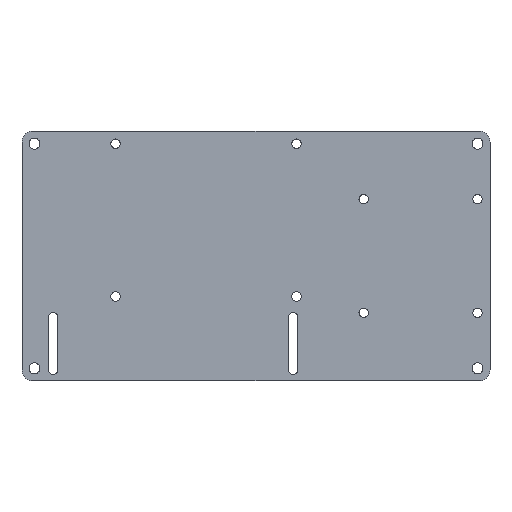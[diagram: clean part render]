
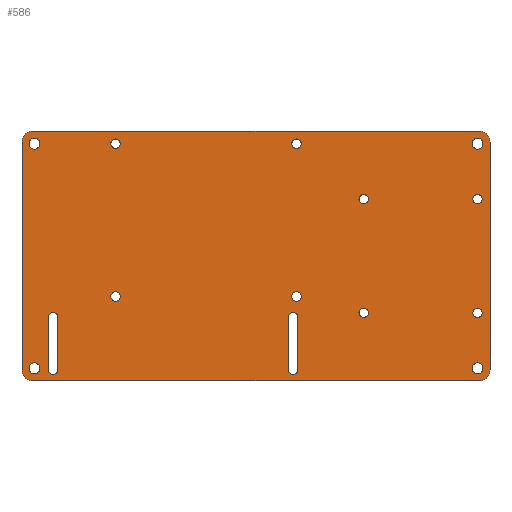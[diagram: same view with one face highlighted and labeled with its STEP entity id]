
A CAD part, top view. The second image highlights one B-rep face of the part: STEP entity #586.
In plain terms, the highlighted planar face has unit normal (0, 0, 1).
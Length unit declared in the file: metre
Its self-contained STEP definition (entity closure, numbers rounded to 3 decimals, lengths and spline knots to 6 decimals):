
#13=CIRCLE('',#604,0.0035);
#15=CIRCLE('',#608,0.0035);
#17=CIRCLE('',#612,0.0035);
#19=CIRCLE('',#617,0.0015);
#21=CIRCLE('',#622,0.0015);
#22=CIRCLE('',#625,0.00175);
#24=CIRCLE('',#628,0.00175);
#26=CIRCLE('',#631,0.00175);
#28=CIRCLE('',#634,0.00175);
#30=CIRCLE('',#637,0.0015);
#32=CIRCLE('',#640,0.0015);
#34=CIRCLE('',#643,0.0015);
#36=CIRCLE('',#646,0.0015);
#38=CIRCLE('',#649,0.0015);
#40=CIRCLE('',#652,0.0015);
#42=CIRCLE('',#655,0.0015);
#44=CIRCLE('',#658,0.0015);
#47=CIRCLE('',#662,0.0015);
#49=CIRCLE('',#665,0.0015);
#51=CIRCLE('',#668,0.0035);
#160=ORIENTED_EDGE('',*,*,#250,.T.);
#161=ORIENTED_EDGE('',*,*,#254,.T.);
#162=ORIENTED_EDGE('',*,*,#257,.F.);
#163=ORIENTED_EDGE('',*,*,#285,.T.);
#164=ORIENTED_EDGE('',*,*,#240,.T.);
#165=ORIENTED_EDGE('',*,*,#244,.T.);
#166=ORIENTED_EDGE('',*,*,#247,.F.);
#167=ORIENTED_EDGE('',*,*,#283,.T.);
#168=ORIENTED_EDGE('',*,*,#280,.F.);
#169=ORIENTED_EDGE('',*,*,#278,.F.);
#170=ORIENTED_EDGE('',*,*,#276,.F.);
#171=ORIENTED_EDGE('',*,*,#274,.F.);
#172=ORIENTED_EDGE('',*,*,#272,.F.);
#173=ORIENTED_EDGE('',*,*,#270,.F.);
#174=ORIENTED_EDGE('',*,*,#268,.F.);
#175=ORIENTED_EDGE('',*,*,#266,.F.);
#176=ORIENTED_EDGE('',*,*,#264,.F.);
#177=ORIENTED_EDGE('',*,*,#262,.F.);
#178=ORIENTED_EDGE('',*,*,#260,.F.);
#179=ORIENTED_EDGE('',*,*,#258,.F.);
#180=ORIENTED_EDGE('',*,*,#218,.F.);
#181=ORIENTED_EDGE('',*,*,#222,.T.);
#182=ORIENTED_EDGE('',*,*,#225,.T.);
#183=ORIENTED_EDGE('',*,*,#228,.T.);
#184=ORIENTED_EDGE('',*,*,#231,.T.);
#185=ORIENTED_EDGE('',*,*,#234,.T.);
#186=ORIENTED_EDGE('',*,*,#237,.F.);
#187=ORIENTED_EDGE('',*,*,#287,.T.);
#218=EDGE_CURVE('',#290,#291,#346,.T.);
#222=EDGE_CURVE('',#290,#293,#13,.T.);
#225=EDGE_CURVE('',#293,#295,#351,.T.);
#228=EDGE_CURVE('',#295,#297,#15,.T.);
#231=EDGE_CURVE('',#297,#299,#355,.T.);
#234=EDGE_CURVE('',#299,#301,#17,.T.);
#237=EDGE_CURVE('',#303,#301,#359,.T.);
#240=EDGE_CURVE('',#307,#306,#362,.T.);
#244=EDGE_CURVE('',#306,#309,#19,.T.);
#247=EDGE_CURVE('',#311,#309,#367,.T.);
#250=EDGE_CURVE('',#315,#314,#370,.T.);
#254=EDGE_CURVE('',#314,#317,#21,.T.);
#257=EDGE_CURVE('',#319,#317,#375,.T.);
#258=EDGE_CURVE('',#320,#320,#22,.T.);
#260=EDGE_CURVE('',#322,#322,#24,.T.);
#262=EDGE_CURVE('',#324,#324,#26,.T.);
#264=EDGE_CURVE('',#326,#326,#28,.T.);
#266=EDGE_CURVE('',#328,#328,#30,.T.);
#268=EDGE_CURVE('',#330,#330,#32,.T.);
#270=EDGE_CURVE('',#332,#332,#34,.T.);
#272=EDGE_CURVE('',#334,#334,#36,.T.);
#274=EDGE_CURVE('',#336,#336,#38,.T.);
#276=EDGE_CURVE('',#338,#338,#40,.T.);
#278=EDGE_CURVE('',#340,#340,#42,.T.);
#280=EDGE_CURVE('',#342,#342,#44,.T.);
#283=EDGE_CURVE('',#311,#307,#47,.T.);
#285=EDGE_CURVE('',#319,#315,#49,.T.);
#287=EDGE_CURVE('',#303,#291,#51,.T.);
#290=VERTEX_POINT('',#851);
#291=VERTEX_POINT('',#853);
#293=VERTEX_POINT('',#859);
#295=VERTEX_POINT('',#865);
#297=VERTEX_POINT('',#871);
#299=VERTEX_POINT('',#877);
#301=VERTEX_POINT('',#883);
#303=VERTEX_POINT('',#889);
#306=VERTEX_POINT('',#896);
#307=VERTEX_POINT('',#898);
#309=VERTEX_POINT('',#904);
#311=VERTEX_POINT('',#910);
#314=VERTEX_POINT('',#917);
#315=VERTEX_POINT('',#919);
#317=VERTEX_POINT('',#925);
#319=VERTEX_POINT('',#931);
#320=VERTEX_POINT('',#935);
#322=VERTEX_POINT('',#940);
#324=VERTEX_POINT('',#945);
#326=VERTEX_POINT('',#950);
#328=VERTEX_POINT('',#955);
#330=VERTEX_POINT('',#960);
#332=VERTEX_POINT('',#965);
#334=VERTEX_POINT('',#970);
#336=VERTEX_POINT('',#975);
#338=VERTEX_POINT('',#980);
#340=VERTEX_POINT('',#985);
#342=VERTEX_POINT('',#990);
#346=LINE('',#852,#378);
#351=LINE('',#866,#383);
#355=LINE('',#878,#387);
#359=LINE('',#890,#391);
#362=LINE('',#897,#394);
#367=LINE('',#911,#399);
#370=LINE('',#918,#402);
#375=LINE('',#932,#407);
#378=VECTOR('',#677,1.);
#383=VECTOR('',#690,1.);
#387=VECTOR('',#702,1.);
#391=VECTOR('',#714,1.);
#394=VECTOR('',#719,1.);
#399=VECTOR('',#732,1.);
#402=VECTOR('',#737,1.);
#407=VECTOR('',#750,1.);
#448=EDGE_LOOP('',(#160,#161,#162,#163));
#449=EDGE_LOOP('',(#164,#165,#166,#167));
#450=EDGE_LOOP('',(#168));
#451=EDGE_LOOP('',(#169));
#452=EDGE_LOOP('',(#170));
#453=EDGE_LOOP('',(#171));
#454=EDGE_LOOP('',(#172));
#455=EDGE_LOOP('',(#173));
#456=EDGE_LOOP('',(#174));
#457=EDGE_LOOP('',(#175));
#458=EDGE_LOOP('',(#176));
#459=EDGE_LOOP('',(#177));
#460=EDGE_LOOP('',(#178));
#461=EDGE_LOOP('',(#179));
#462=EDGE_LOOP('',(#180,#181,#182,#183,#184,#185,#186,#187));
#518=FACE_BOUND('',#448,.T.);
#519=FACE_BOUND('',#449,.T.);
#520=FACE_BOUND('',#450,.T.);
#521=FACE_BOUND('',#451,.T.);
#522=FACE_BOUND('',#452,.T.);
#523=FACE_BOUND('',#453,.T.);
#524=FACE_BOUND('',#454,.T.);
#525=FACE_BOUND('',#455,.T.);
#526=FACE_BOUND('',#456,.T.);
#527=FACE_BOUND('',#457,.T.);
#528=FACE_BOUND('',#458,.T.);
#529=FACE_BOUND('',#459,.T.);
#530=FACE_BOUND('',#460,.T.);
#531=FACE_BOUND('',#461,.T.);
#532=FACE_BOUND('',#462,.T.);
#556=PLANE('',#669);
#586=ADVANCED_FACE('',(#518,#519,#520,#521,#522,#523,#524,#525,#526,#527,
#528,#529,#530,#531,#532),#556,.T.);
#604=AXIS2_PLACEMENT_3D('',#860,#684,#685);
#608=AXIS2_PLACEMENT_3D('',#872,#696,#697);
#612=AXIS2_PLACEMENT_3D('',#884,#708,#709);
#617=AXIS2_PLACEMENT_3D('',#905,#726,#727);
#622=AXIS2_PLACEMENT_3D('',#926,#744,#745);
#625=AXIS2_PLACEMENT_3D('',#934,#753,#754);
#628=AXIS2_PLACEMENT_3D('',#939,#759,#760);
#631=AXIS2_PLACEMENT_3D('',#944,#765,#766);
#634=AXIS2_PLACEMENT_3D('',#949,#771,#772);
#637=AXIS2_PLACEMENT_3D('',#954,#777,#778);
#640=AXIS2_PLACEMENT_3D('',#959,#783,#784);
#643=AXIS2_PLACEMENT_3D('',#964,#789,#790);
#646=AXIS2_PLACEMENT_3D('',#969,#795,#796);
#649=AXIS2_PLACEMENT_3D('',#974,#801,#802);
#652=AXIS2_PLACEMENT_3D('',#979,#807,#808);
#655=AXIS2_PLACEMENT_3D('',#984,#813,#814);
#658=AXIS2_PLACEMENT_3D('',#989,#819,#820);
#662=AXIS2_PLACEMENT_3D('',#995,#827,#828);
#665=AXIS2_PLACEMENT_3D('',#998,#833,#834);
#668=AXIS2_PLACEMENT_3D('',#1001,#839,#840);
#669=AXIS2_PLACEMENT_3D('',#1002,#841,#842);
#677=DIRECTION('',(0.,-1.,0.));
#684=DIRECTION('',(0.,0.,1.));
#685=DIRECTION('',(1.,0.,0.));
#690=DIRECTION('',(-1.,0.,0.));
#696=DIRECTION('',(0.,0.,1.));
#697=DIRECTION('',(1.,0.,0.));
#702=DIRECTION('',(0.,-1.,0.));
#708=DIRECTION('',(0.,0.,1.));
#709=DIRECTION('',(1.,0.,0.));
#714=DIRECTION('',(-1.,0.,0.));
#719=DIRECTION('',(0.,1.,0.));
#726=DIRECTION('',(0.,0.,-1.));
#727=DIRECTION('',(1.,0.,0.));
#732=DIRECTION('',(0.,1.,0.));
#737=DIRECTION('',(0.,1.,0.));
#744=DIRECTION('',(0.,0.,-1.));
#745=DIRECTION('',(1.,0.,0.));
#750=DIRECTION('',(0.,1.,0.));
#753=DIRECTION('',(0.,0.,1.));
#754=DIRECTION('',(1.,0.,0.));
#759=DIRECTION('',(0.,0.,1.));
#760=DIRECTION('',(1.,0.,0.));
#765=DIRECTION('',(0.,0.,1.));
#766=DIRECTION('',(1.,0.,0.));
#771=DIRECTION('',(0.,0.,1.));
#772=DIRECTION('',(1.,0.,0.));
#777=DIRECTION('',(0.,0.,1.));
#778=DIRECTION('',(1.,0.,0.));
#783=DIRECTION('',(0.,0.,1.));
#784=DIRECTION('',(1.,0.,0.));
#789=DIRECTION('',(0.,0.,1.));
#790=DIRECTION('',(1.,0.,0.));
#795=DIRECTION('',(0.,0.,1.));
#796=DIRECTION('',(1.,0.,0.));
#801=DIRECTION('',(0.,0.,1.));
#802=DIRECTION('',(1.,0.,0.));
#807=DIRECTION('',(0.,0.,1.));
#808=DIRECTION('',(1.,0.,0.));
#813=DIRECTION('',(0.,0.,1.));
#814=DIRECTION('',(1.,0.,0.));
#819=DIRECTION('',(0.,0.,1.));
#820=DIRECTION('',(1.,0.,0.));
#827=DIRECTION('',(0.,0.,-1.));
#828=DIRECTION('',(1.,0.,0.));
#833=DIRECTION('',(0.,0.,-1.));
#834=DIRECTION('',(1.,0.,0.));
#839=DIRECTION('',(0.,0.,1.));
#840=DIRECTION('',(1.,0.,0.));
#841=DIRECTION('',(0.,0.,1.));
#842=DIRECTION('',(1.,0.,0.));
#851=CARTESIAN_POINT('',(0.075,0.0365,0.003));
#852=CARTESIAN_POINT('',(0.075,0.,0.003));
#853=CARTESIAN_POINT('',(0.075,-0.0365,0.003));
#859=CARTESIAN_POINT('',(0.0715,0.04,0.003));
#860=CARTESIAN_POINT('',(0.0715,0.0365,0.003));
#865=CARTESIAN_POINT('',(-0.0715,0.04,0.003));
#866=CARTESIAN_POINT('',(0.,0.04,0.003));
#871=CARTESIAN_POINT('',(-0.075,0.0365,0.003));
#872=CARTESIAN_POINT('',(-0.0715,0.0365,0.003));
#877=CARTESIAN_POINT('',(-0.075,-0.0365,0.003));
#878=CARTESIAN_POINT('',(-0.075,0.,0.003));
#883=CARTESIAN_POINT('',(-0.0715,-0.04,0.003));
#884=CARTESIAN_POINT('',(-0.0715,-0.0365,0.003));
#889=CARTESIAN_POINT('',(0.0715,-0.04,0.003));
#890=CARTESIAN_POINT('',(0.,-0.04,0.003));
#896=CARTESIAN_POINT('',(0.0104,-0.01958,0.003));
#897=CARTESIAN_POINT('',(0.0104,-0.02804,0.003));
#898=CARTESIAN_POINT('',(0.0104,-0.0365,0.003));
#904=CARTESIAN_POINT('',(0.0134,-0.01958,0.003));
#905=CARTESIAN_POINT('',(0.0119,-0.01958,0.003));
#910=CARTESIAN_POINT('',(0.0134,-0.0365,0.003));
#911=CARTESIAN_POINT('',(0.0134,-0.02804,0.003));
#917=CARTESIAN_POINT('',(-0.0665,-0.01958,0.003));
#918=CARTESIAN_POINT('',(-0.0665,-0.02804,0.003));
#919=CARTESIAN_POINT('',(-0.0665,-0.0365,0.003));
#925=CARTESIAN_POINT('',(-0.0635,-0.01958,0.003));
#926=CARTESIAN_POINT('',(-0.065,-0.01958,0.003));
#931=CARTESIAN_POINT('',(-0.0635,-0.0365,0.003));
#932=CARTESIAN_POINT('',(-0.0635,-0.02804,0.003));
#934=CARTESIAN_POINT('',(-0.071,0.036,0.003));
#935=CARTESIAN_POINT('',(-0.06925,0.036,0.003));
#939=CARTESIAN_POINT('',(0.071,0.036,0.003));
#940=CARTESIAN_POINT('',(0.07275,0.036,0.003));
#944=CARTESIAN_POINT('',(0.071,-0.036,0.003));
#945=CARTESIAN_POINT('',(0.07275,-0.036,0.003));
#949=CARTESIAN_POINT('',(-0.071,-0.036,0.003));
#950=CARTESIAN_POINT('',(-0.06925,-0.036,0.003));
#954=CARTESIAN_POINT('',(-0.045,0.036,0.003));
#955=CARTESIAN_POINT('',(-0.0435,0.036,0.003));
#959=CARTESIAN_POINT('',(-0.045,-0.013,0.003));
#960=CARTESIAN_POINT('',(-0.0435,-0.013,0.003));
#964=CARTESIAN_POINT('',(0.013,0.036,0.003));
#965=CARTESIAN_POINT('',(0.0145,0.036,0.003));
#969=CARTESIAN_POINT('',(0.013,-0.013,0.003));
#970=CARTESIAN_POINT('',(0.0145,-0.013,0.003));
#974=CARTESIAN_POINT('',(0.0345,0.01825,0.003));
#975=CARTESIAN_POINT('',(0.036,0.01825,0.003));
#979=CARTESIAN_POINT('',(0.0345,-0.01825,0.003));
#980=CARTESIAN_POINT('',(0.036,-0.01825,0.003));
#984=CARTESIAN_POINT('',(0.071,-0.01825,0.003));
#985=CARTESIAN_POINT('',(0.0725,-0.01825,0.003));
#989=CARTESIAN_POINT('',(0.071,0.01825,0.003));
#990=CARTESIAN_POINT('',(0.0725,0.01825,0.003));
#995=CARTESIAN_POINT('',(0.0119,-0.0365,0.003));
#998=CARTESIAN_POINT('',(-0.065,-0.0365,0.003));
#1001=CARTESIAN_POINT('',(0.0715,-0.0365,0.003));
#1002=CARTESIAN_POINT('',(0.,0.,0.003));
